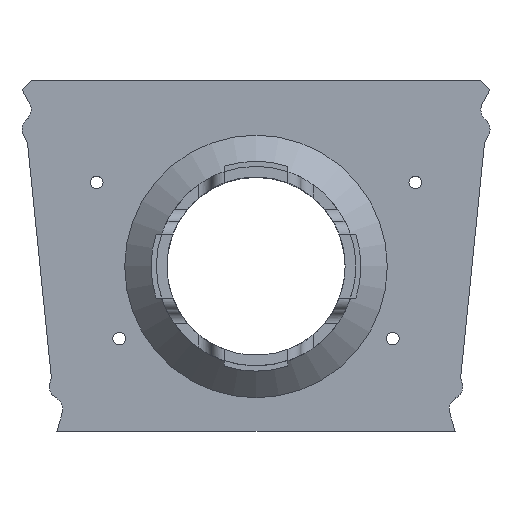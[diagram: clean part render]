
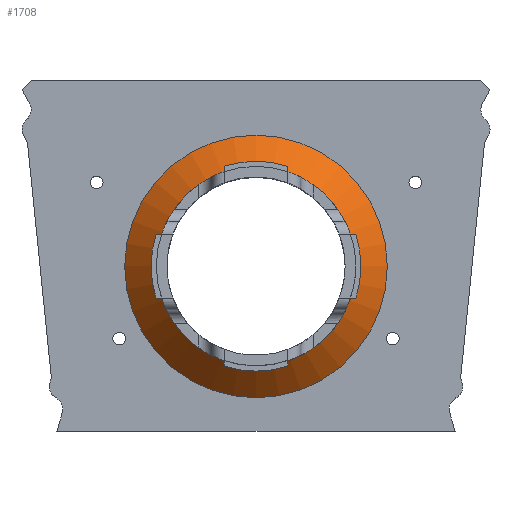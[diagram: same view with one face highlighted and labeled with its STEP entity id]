
A CAD part, top view. The second image highlights one B-rep face of the part: STEP entity #1708.
In plain terms, the highlighted conical face has half-angle 45 degrees and reference radius 27.375 mm.
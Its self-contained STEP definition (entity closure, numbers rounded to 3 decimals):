
#31=CONICAL_SURFACE('',#1864,27.375,0.785);
#226=FACE_OUTER_BOUND('',#320,.T.);
#320=EDGE_LOOP('',(#1435,#1436,#1437,#1438));
#443=LINE('',#3045,#577);
#577=VECTOR('',#2189,27.375);
#659=CIRCLE('',#1802,23.625);
#682=CIRCLE('',#1865,31.125);
#743=VERTEX_POINT('',#2611);
#801=VERTEX_POINT('',#3043);
#928=EDGE_CURVE('',#743,#743,#659,.T.);
#1031=EDGE_CURVE('',#801,#801,#682,.T.);
#1032=EDGE_CURVE('',#801,#743,#443,.T.);
#1435=ORIENTED_EDGE('',*,*,#1031,.T.);
#1436=ORIENTED_EDGE('',*,*,#1032,.T.);
#1437=ORIENTED_EDGE('',*,*,#928,.T.);
#1438=ORIENTED_EDGE('',*,*,#1032,.F.);
#1708=ADVANCED_FACE('',(#226),#31,.T.);
#1802=AXIS2_PLACEMENT_3D('',#2613,#2007,#2008);
#1864=AXIS2_PLACEMENT_3D('',#3042,#2185,#2186);
#1865=AXIS2_PLACEMENT_3D('',#3044,#2187,#2188);
#2007=DIRECTION('center_axis',(0.,0.,-1.));
#2008=DIRECTION('ref_axis',(-1.,0.,0.));
#2185=DIRECTION('center_axis',(0.,0.,-1.));
#2186=DIRECTION('ref_axis',(-1.,0.,0.));
#2187=DIRECTION('center_axis',(0.,0.,1.));
#2188=DIRECTION('ref_axis',(-1.,0.,0.));
#2189=DIRECTION('',(-0.707,0.,0.707));
#2611=CARTESIAN_POINT('',(23.625,59.108,-231.5));
#2613=CARTESIAN_POINT('Origin',(0.,59.108,-231.5));
#3042=CARTESIAN_POINT('Origin',(0.,59.108,-235.25));
#3043=CARTESIAN_POINT('',(31.125,59.108,-239.));
#3044=CARTESIAN_POINT('Origin',(0.,59.108,-239.));
#3045=CARTESIAN_POINT('',(27.375,59.108,-235.25));
